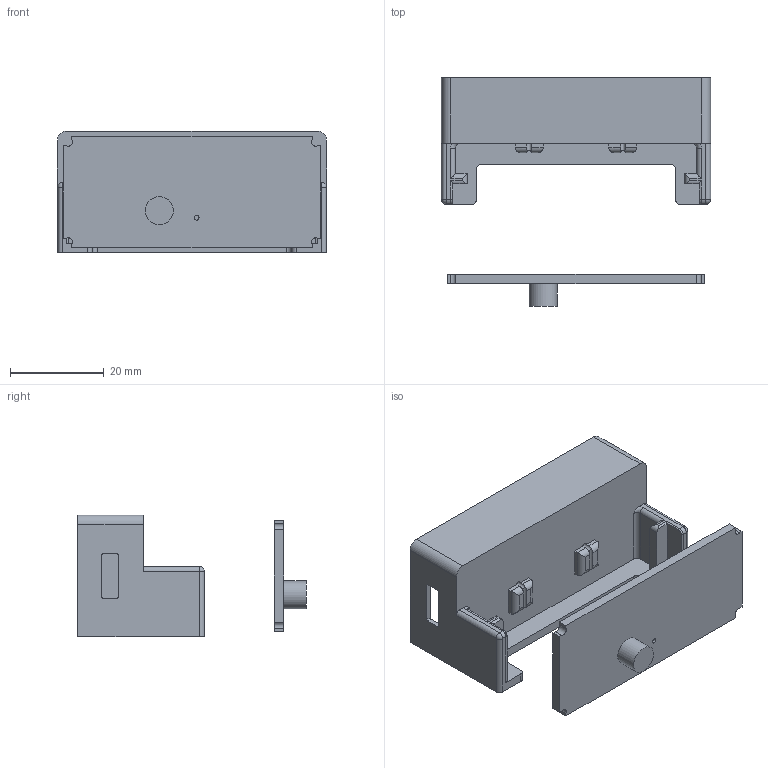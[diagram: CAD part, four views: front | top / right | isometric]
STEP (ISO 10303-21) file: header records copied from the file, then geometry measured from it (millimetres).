
FILE_DESCRIPTION(/* description */ (''),/* implementation_level */ '2;1');
FILE_NAME(/* name */ 'Baofeng_UV5R_Charger.step',/* time_stamp */ '2022-05-01T13:00:58-07:00',/* author */ (''),/* organization */ (''),/* preprocessor_version */ 'ST-DEVELOPER v18.1',/* originating_system */ 'Autodesk Translation Framework v10.14.0.1471',/* authorisation */ '');
FILE_SCHEMA (('AUTOMOTIVE_DESIGN { 1 0 10303 214 3 1 1 }'));
Length unit declared in the file: millimetre
Products named in the file (1): HS_UV-5R_1.3
Bounding box: 57.5 x 48.8 x 26 mm (x, y, z)
Volume: 10754.1 mm3; surface area: 12199.1 mm2
Topology: 2 solids, 2 shells, 166 faces, 450 edges, 288 vertices
Faces by surface type: plane 96, cylinder 64, sphere 4, torus 2
Full cylindrical faces by diameter (mm): 1 x5, 1.4 x4, 6 x1
Entity records: 6080 total; most frequent: CARTESIAN_POINT 1803, ORIENTED_EDGE 892, DIRECTION 874, EDGE_CURVE 446, LINE 316, VECTOR 316, VERTEX_POINT 288, AXIS2_PLACEMENT_3D 279
